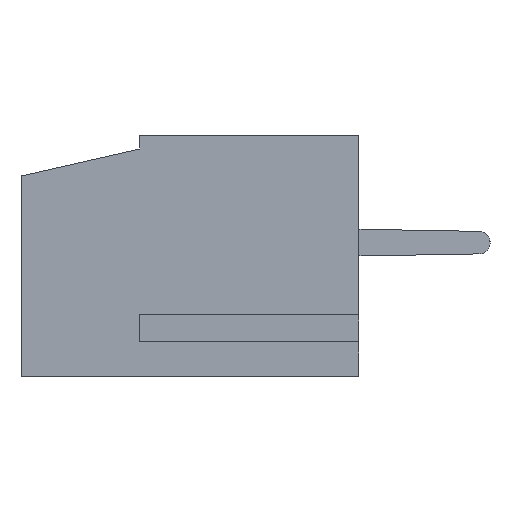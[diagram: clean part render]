
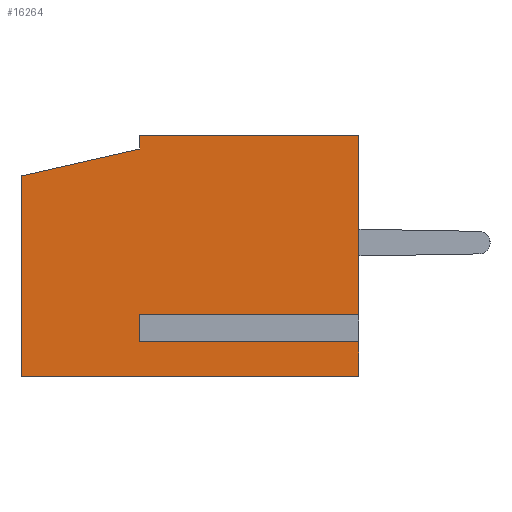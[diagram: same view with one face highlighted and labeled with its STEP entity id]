
A CAD part, left-side view. The second image highlights one B-rep face of the part: STEP entity #16264.
In plain terms, the highlighted planar face has unit normal (-1, 0, 0).
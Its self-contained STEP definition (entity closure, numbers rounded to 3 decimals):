
#265 = ORIENTED_EDGE ( 'NONE', *, *, #27779, .T. ) ;
#270 = VECTOR ( 'NONE', #8511, 1000. ) ;
#391 = CARTESIAN_POINT ( 'NONE',  ( 0., 12.6, 7.5 ) ) ;
#936 = EDGE_CURVE ( 'NONE', #26061, #15221, #23338, .T. ) ;
#1289 = VECTOR ( 'NONE', #30286, 1000. ) ;
#2345 = DIRECTION ( 'NONE',  ( 0., -1., 0. ) ) ;
#2386 = ORIENTED_EDGE ( 'NONE', *, *, #15786, .T. ) ;
#2648 = VERTEX_POINT ( 'NONE', #12484 ) ;
#2771 = CARTESIAN_POINT ( 'NONE',  ( 0., 8.2, 8.5 ) ) ;
#4151 = AXIS2_PLACEMENT_3D ( 'NONE', #23320, #16549, #25900 ) ;
#4464 = PLANE ( 'NONE',  #4151 ) ;
#4482 = EDGE_CURVE ( 'NONE', #21416, #29952, #8666, .T. ) ;
#4873 = VERTEX_POINT ( 'NONE', #16175 ) ;
#5525 = EDGE_CURVE ( 'NONE', #2648, #15221, #21221, .T. ) ;
#5634 = DIRECTION ( 'NONE',  ( 0., -1., 0. ) ) ;
#5728 = ORIENTED_EDGE ( 'NONE', *, *, #5525, .T. ) ;
#8353 = CARTESIAN_POINT ( 'NONE',  ( 0., 8.2, 8.5 ) ) ;
#8457 = VECTOR ( 'NONE', #16564, 1000. ) ;
#8511 = DIRECTION ( 'NONE',  ( 0., -1., 0. ) ) ;
#8666 = LINE ( 'NONE', #20089, #270 ) ;
#9257 = FACE_OUTER_BOUND ( 'NONE', #17470, .T. ) ;
#9370 = ORIENTED_EDGE ( 'NONE', *, *, #19012, .F. ) ;
#9619 = EDGE_CURVE ( 'NONE', #22036, #4873, #16167, .T. ) ;
#10144 = LINE ( 'NONE', #27136, #17628 ) ;
#10294 = CARTESIAN_POINT ( 'NONE',  ( 0., 0., 9. ) ) ;
#11605 = CARTESIAN_POINT ( 'NONE',  ( 0., 8.2, 1.518 ) ) ;
#11693 = ORIENTED_EDGE ( 'NONE', *, *, #18187, .F. ) ;
#12239 = DIRECTION ( 'NONE',  ( 0., 0., 1. ) ) ;
#12484 = CARTESIAN_POINT ( 'NONE',  ( 0., 0., 0. ) ) ;
#13781 = VECTOR ( 'NONE', #17609, 1000. ) ;
#13975 = VECTOR ( 'NONE', #25102, 1000. ) ;
#14815 = DIRECTION ( 'NONE',  ( 0., 0., 1. ) ) ;
#14921 = LINE ( 'NONE', #17412, #22188 ) ;
#15221 = VERTEX_POINT ( 'NONE', #26973 ) ;
#15732 = CARTESIAN_POINT ( 'NONE',  ( 0., 8.2, 1.518 ) ) ;
#15786 = EDGE_CURVE ( 'NONE', #26061, #22036, #27441, .T. ) ;
#16167 = LINE ( 'NONE', #27548, #18149 ) ;
#16175 = CARTESIAN_POINT ( 'NONE',  ( 0., 0., 2.082 ) ) ;
#16264 = ADVANCED_FACE ( 'NONE', ( #9257 ), #4464, .F. ) ;
#16318 = CARTESIAN_POINT ( 'NONE',  ( 0., 0., 9. ) ) ;
#16428 = CARTESIAN_POINT ( 'NONE',  ( 0., 12.6, 7.5 ) ) ;
#16549 = DIRECTION ( 'NONE',  ( 1., 0., 0. ) ) ;
#16564 = DIRECTION ( 'NONE',  ( 0., -0.975, 0.222 ) ) ;
#16842 = ORIENTED_EDGE ( 'NONE', *, *, #936, .F. ) ;
#17412 = CARTESIAN_POINT ( 'NONE',  ( 0., 12.6, 0. ) ) ;
#17470 = EDGE_LOOP ( 'NONE', ( #16842, #2386, #21097, #22783, #24652, #9370, #18631, #11693, #265, #5728 ) ) ;
#17609 = DIRECTION ( 'NONE',  ( 0., 0., 1. ) ) ;
#17628 = VECTOR ( 'NONE', #14815, 1000. ) ;
#17673 = VERTEX_POINT ( 'NONE', #391 ) ;
#17865 = CARTESIAN_POINT ( 'NONE',  ( 0., 8.2, 9. ) ) ;
#18149 = VECTOR ( 'NONE', #2345, 1000. ) ;
#18187 = EDGE_CURVE ( 'NONE', #19562, #17673, #10144, .T. ) ;
#18631 = ORIENTED_EDGE ( 'NONE', *, *, #28411, .F. ) ;
#18667 = CARTESIAN_POINT ( 'NONE',  ( 0., 8.2, 1.518 ) ) ;
#18720 = DIRECTION ( 'NONE',  ( 0., -1., 0. ) ) ;
#19012 = EDGE_CURVE ( 'NONE', #29051, #21416, #23962, .T. ) ;
#19306 = VECTOR ( 'NONE', #18720, 1000. ) ;
#19562 = VERTEX_POINT ( 'NONE', #22719 ) ;
#19892 = LINE ( 'NONE', #10294, #13781 ) ;
#20089 = CARTESIAN_POINT ( 'NONE',  ( 0., 12.6, 9. ) ) ;
#20733 = CARTESIAN_POINT ( 'NONE',  ( 0., 0., 9. ) ) ;
#21097 = ORIENTED_EDGE ( 'NONE', *, *, #9619, .T. ) ;
#21221 = LINE ( 'NONE', #16318, #1289 ) ;
#21244 = CARTESIAN_POINT ( 'NONE',  ( 0., 8.2, 2.082 ) ) ;
#21416 = VERTEX_POINT ( 'NONE', #17865 ) ;
#21463 = LINE ( 'NONE', #16428, #8457 ) ;
#22036 = VERTEX_POINT ( 'NONE', #21244 ) ;
#22188 = VECTOR ( 'NONE', #5634, 1000. ) ;
#22719 = CARTESIAN_POINT ( 'NONE',  ( 0., 12.6, 0. ) ) ;
#22783 = ORIENTED_EDGE ( 'NONE', *, *, #26017, .T. ) ;
#23320 = CARTESIAN_POINT ( 'NONE',  ( 0., 12.6, 9. ) ) ;
#23338 = LINE ( 'NONE', #11605, #19306 ) ;
#23962 = LINE ( 'NONE', #2771, #23968 ) ;
#23968 = VECTOR ( 'NONE', #12239, 1000. ) ;
#24652 = ORIENTED_EDGE ( 'NONE', *, *, #4482, .F. ) ;
#25102 = DIRECTION ( 'NONE',  ( 0., 0., 1. ) ) ;
#25900 = DIRECTION ( 'NONE',  ( 0., 0., -1. ) ) ;
#26017 = EDGE_CURVE ( 'NONE', #4873, #29952, #19892, .T. ) ;
#26061 = VERTEX_POINT ( 'NONE', #18667 ) ;
#26973 = CARTESIAN_POINT ( 'NONE',  ( 0., 0., 1.518 ) ) ;
#27136 = CARTESIAN_POINT ( 'NONE',  ( 0., 12.6, 9. ) ) ;
#27441 = LINE ( 'NONE', #15732, #13975 ) ;
#27548 = CARTESIAN_POINT ( 'NONE',  ( 0., 8.2, 2.082 ) ) ;
#27779 = EDGE_CURVE ( 'NONE', #19562, #2648, #14921, .T. ) ;
#28411 = EDGE_CURVE ( 'NONE', #17673, #29051, #21463, .T. ) ;
#29051 = VERTEX_POINT ( 'NONE', #8353 ) ;
#29952 = VERTEX_POINT ( 'NONE', #20733 ) ;
#30286 = DIRECTION ( 'NONE',  ( 0., 0., 1. ) ) ;
